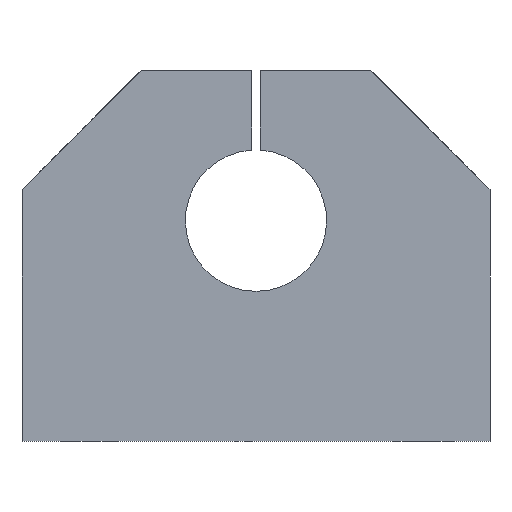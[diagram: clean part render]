
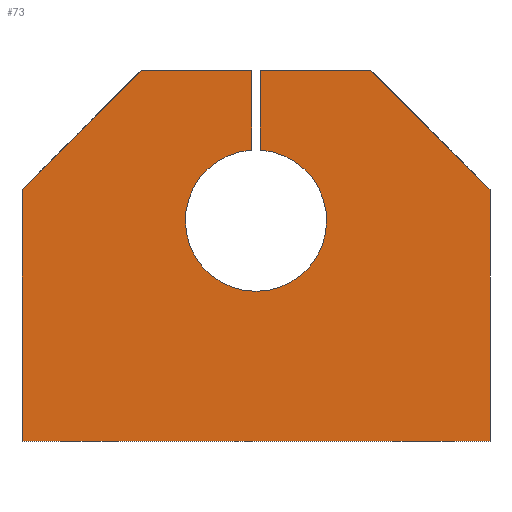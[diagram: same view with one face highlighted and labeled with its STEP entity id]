
A CAD part, front view. The second image highlights one B-rep face of the part: STEP entity #73.
In plain terms, the highlighted planar face has unit normal (0, -1, 0).
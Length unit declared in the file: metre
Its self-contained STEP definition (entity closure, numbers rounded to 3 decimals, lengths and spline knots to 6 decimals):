
#73 = ADVANCED_FACE( '', ( #163 ), #164, .F. );
#163 = FACE_OUTER_BOUND( '', #272, .T. );
#164 = PLANE( '', #273 );
#272 = EDGE_LOOP( '', ( #418, #419, #420, #421, #422, #423, #424, #425, #426, #427 ) );
#273 = AXIS2_PLACEMENT_3D( '', #428, #429, #430 );
#418 = ORIENTED_EDGE( '', *, *, #619, .T. );
#419 = ORIENTED_EDGE( '', *, *, #620, .F. );
#420 = ORIENTED_EDGE( '', *, *, #621, .F. );
#421 = ORIENTED_EDGE( '', *, *, #622, .F. );
#422 = ORIENTED_EDGE( '', *, *, #623, .F. );
#423 = ORIENTED_EDGE( '', *, *, #587, .F. );
#424 = ORIENTED_EDGE( '', *, *, #578, .F. );
#425 = ORIENTED_EDGE( '', *, *, #584, .F. );
#426 = ORIENTED_EDGE( '', *, *, #591, .T. );
#427 = ORIENTED_EDGE( '', *, *, #624, .T. );
#428 = CARTESIAN_POINT( '', ( -0.0265, -0.012, 0. ) );
#429 = DIRECTION( '', ( 0., 1., 0. ) );
#430 = DIRECTION( '', ( 0., 0., 1. ) );
#578 = EDGE_CURVE( '', #668, #670, #671, .T. );
#584 = EDGE_CURVE( '', #678, #668, #680, .T. );
#587 = EDGE_CURVE( '', #670, #684, #685, .T. );
#591 = EDGE_CURVE( '', #678, #688, #691, .T. );
#619 = EDGE_CURVE( '', #736, #737, #738, .T. );
#620 = EDGE_CURVE( '', #739, #737, #740, .T. );
#621 = EDGE_CURVE( '', #741, #739, #742, .T. );
#622 = EDGE_CURVE( '', #743, #741, #744, .T. );
#623 = EDGE_CURVE( '', #684, #743, #745, .T. );
#624 = EDGE_CURVE( '', #688, #736, #746, .T. );
#668 = VERTEX_POINT( '', #802 );
#670 = VERTEX_POINT( '', #805 );
#671 = LINE( '', #806, #807 );
#678 = VERTEX_POINT( '', #816 );
#680 = LINE( '', #819, #820 );
#684 = VERTEX_POINT( '', #825 );
#685 = LINE( '', #826, #827 );
#688 = VERTEX_POINT( '', #831 );
#691 = LINE( '', #835, #836 );
#736 = VERTEX_POINT( '', #894 );
#737 = VERTEX_POINT( '', #895 );
#738 = LINE( '', #896, #897 );
#739 = VERTEX_POINT( '', #898 );
#740 = LINE( '', #899, #900 );
#741 = VERTEX_POINT( '', #901 );
#742 = LINE( '', #902, #903 );
#743 = VERTEX_POINT( '', #904 );
#744 = LINE( '', #905, #906 );
#745 = LINE( '', #907, #908 );
#746 = CIRCLE( '', #909, 0.008 );
#802 = CARTESIAN_POINT( '', ( 0.013, -0.012, 0.042 ) );
#805 = CARTESIAN_POINT( '', ( 0.0265, -0.012, 0.0285 ) );
#806 = CARTESIAN_POINT( '', ( 0.013, -0.012, 0.042 ) );
#807 = VECTOR( '', #1051, 1. );
#816 = CARTESIAN_POINT( '', ( 0.0005, -0.012, 0.042 ) );
#819 = CARTESIAN_POINT( '', ( -0.013, -0.012, 0.042 ) );
#820 = VECTOR( '', #1058, 1. );
#825 = CARTESIAN_POINT( '', ( 0.0265, -0.012, 0. ) );
#826 = CARTESIAN_POINT( '', ( 0.0265, -0.012, 0.0285 ) );
#827 = VECTOR( '', #1060, 1. );
#831 = CARTESIAN_POINT( '', ( 0.0005, -0.012, 0.032984 ) );
#835 = CARTESIAN_POINT( '', ( 0.0005, -0.012, 0.042 ) );
#836 = VECTOR( '', #1063, 1. );
#894 = CARTESIAN_POINT( '', ( -0.0005, -0.012, 0.032984 ) );
#895 = CARTESIAN_POINT( '', ( -0.0005, -0.012, 0.042 ) );
#896 = CARTESIAN_POINT( '', ( -0.0005, -0.012, 0.025 ) );
#897 = VECTOR( '', #1098, 1. );
#898 = CARTESIAN_POINT( '', ( -0.013, -0.012, 0.042 ) );
#899 = CARTESIAN_POINT( '', ( -0.013, -0.012, 0.042 ) );
#900 = VECTOR( '', #1099, 1. );
#901 = CARTESIAN_POINT( '', ( -0.0265, -0.012, 0.0285 ) );
#902 = CARTESIAN_POINT( '', ( -0.0265, -0.012, 0.0285 ) );
#903 = VECTOR( '', #1100, 1. );
#904 = CARTESIAN_POINT( '', ( -0.0265, -0.012, 0. ) );
#905 = CARTESIAN_POINT( '', ( -0.0265, -0.012, 0. ) );
#906 = VECTOR( '', #1101, 1. );
#907 = CARTESIAN_POINT( '', ( 0.0265, -0.012, 0. ) );
#908 = VECTOR( '', #1102, 1. );
#909 = AXIS2_PLACEMENT_3D( '', #1103, #1104, #1105 );
#1051 = DIRECTION( '', ( 0.707, 0., -0.707 ) );
#1058 = DIRECTION( '', ( 1., 0., 0. ) );
#1060 = DIRECTION( '', ( 0., 0., -1. ) );
#1063 = DIRECTION( '', ( 0., 0., -1. ) );
#1098 = DIRECTION( '', ( 0., 0., 1. ) );
#1099 = DIRECTION( '', ( 1., 0., 0. ) );
#1100 = DIRECTION( '', ( 0.707, 0., 0.707 ) );
#1101 = DIRECTION( '', ( 0., 0., 1. ) );
#1102 = DIRECTION( '', ( -1., 0., 0. ) );
#1103 = CARTESIAN_POINT( '', ( 0., -0.012, 0.025 ) );
#1104 = DIRECTION( '', ( 0., 1., 0. ) );
#1105 = DIRECTION( '', ( 1., 0., 0. ) );
